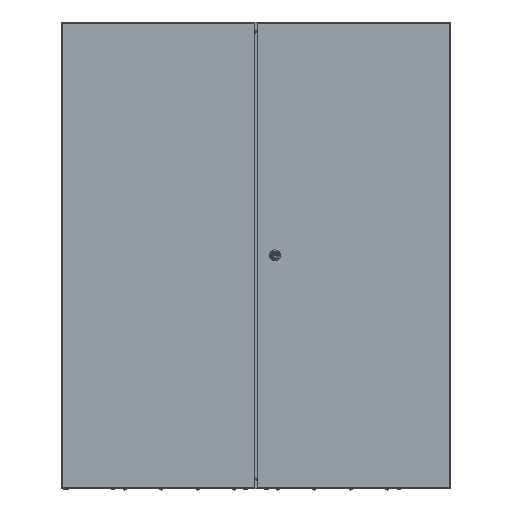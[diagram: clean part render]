
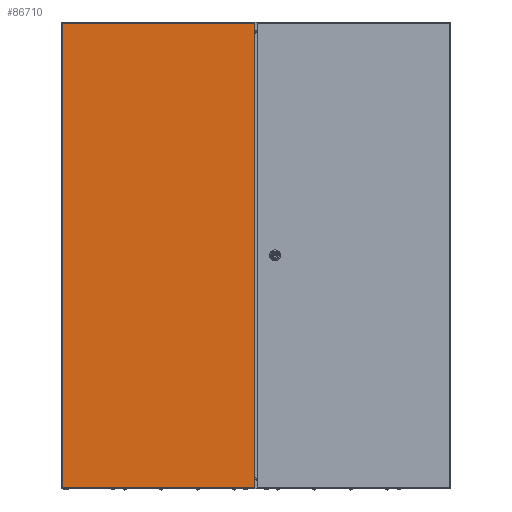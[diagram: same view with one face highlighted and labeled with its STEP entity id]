
A CAD part, top view. The second image highlights one B-rep face of the part: STEP entity #86710.
In plain terms, the highlighted planar face has unit normal (0, 0, 1).
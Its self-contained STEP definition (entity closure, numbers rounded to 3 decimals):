
#437 = EDGE_CURVE ( 'NONE', #61788, #8206, #94542, .T. ) ;
#1607 = VECTOR ( 'NONE', #68661, 1000. ) ;
#5190 = LINE ( 'NONE', #7368, #60237 ) ;
#7368 = CARTESIAN_POINT ( 'NONE',  ( 2.63, 1197., 17.5 ) ) ;
#8206 = VERTEX_POINT ( 'NONE', #96090 ) ;
#10239 = CARTESIAN_POINT ( 'NONE',  ( 0., 0., 17.5 ) ) ;
#13600 = EDGE_CURVE ( 'NONE', #56392, #35714, #5190, .T. ) ;
#24276 = DIRECTION ( 'NONE',  ( 0., -1., 0. ) ) ;
#27736 = EDGE_LOOP ( 'NONE', ( #57445, #102566, #107763, #103906 ) ) ;
#35714 = VERTEX_POINT ( 'NONE', #50857 ) ;
#43985 = DIRECTION ( 'NONE',  ( 0., 0., 1. ) ) ;
#44969 = DIRECTION ( 'NONE',  ( 0., 1., 0. ) ) ;
#50857 = CARTESIAN_POINT ( 'NONE',  ( 2.63, 1197., 17.5 ) ) ;
#52768 = LINE ( 'NONE', #104042, #74894 ) ;
#53407 = FACE_OUTER_BOUND ( 'NONE', #27736, .T. ) ;
#56392 = VERTEX_POINT ( 'NONE', #101337 ) ;
#57445 = ORIENTED_EDGE ( 'NONE', *, *, #104656, .T. ) ;
#60237 = VECTOR ( 'NONE', #65985, 1000. ) ;
#61788 = VERTEX_POINT ( 'NONE', #109311 ) ;
#65985 = DIRECTION ( 'NONE',  ( -1., 0., 0. ) ) ;
#68661 = DIRECTION ( 'NONE',  ( 1., 0., 0. ) ) ;
#73586 = AXIS2_PLACEMENT_3D ( 'NONE', #10239, #43985, #77701 ) ;
#74894 = VECTOR ( 'NONE', #44969, 1000. ) ;
#76589 = PLANE ( 'NONE',  #73586 ) ;
#77701 = DIRECTION ( 'NONE',  ( 1., 0., 0. ) ) ;
#79187 = VECTOR ( 'NONE', #24276, 1000. ) ;
#86710 = ADVANCED_FACE ( 'NONE', ( #53407 ), #76589, .T. ) ;
#92829 = LINE ( 'NONE', #109357, #79187 ) ;
#93468 = CARTESIAN_POINT ( 'NONE',  ( 2.63, 3., 17.5 ) ) ;
#94542 = LINE ( 'NONE', #93468, #1607 ) ;
#96090 = CARTESIAN_POINT ( 'NONE',  ( 497.13, 3., 17.5 ) ) ;
#99758 = EDGE_CURVE ( 'NONE', #8206, #56392, #52768, .T. ) ;
#101337 = CARTESIAN_POINT ( 'NONE',  ( 497.13, 1197., 17.5 ) ) ;
#102566 = ORIENTED_EDGE ( 'NONE', *, *, #437, .T. ) ;
#103906 = ORIENTED_EDGE ( 'NONE', *, *, #13600, .T. ) ;
#104042 = CARTESIAN_POINT ( 'NONE',  ( 497.13, 1197., 17.5 ) ) ;
#104656 = EDGE_CURVE ( 'NONE', #35714, #61788, #92829, .T. ) ;
#107763 = ORIENTED_EDGE ( 'NONE', *, *, #99758, .T. ) ;
#109311 = CARTESIAN_POINT ( 'NONE',  ( 2.63, 3., 17.5 ) ) ;
#109357 = CARTESIAN_POINT ( 'NONE',  ( 2.63, 1197., 17.5 ) ) ;
